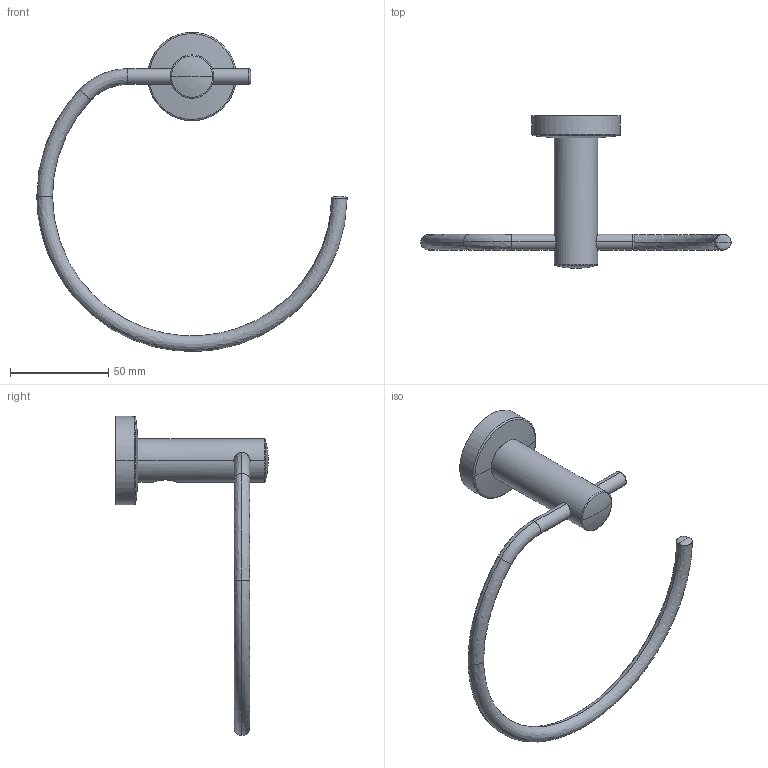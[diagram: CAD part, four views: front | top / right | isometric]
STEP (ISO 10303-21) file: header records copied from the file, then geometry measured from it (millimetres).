
FILE_DESCRIPTION(/* description */ (''),/* implementation_level */ '2;1');
FILE_NAME(/* name */ 'STEP - M1222_9506582',/* time_stamp */ '2025-01-16T09:33:38+11:00',/* author */ (''),/* organization */ (''),/* preprocessor_version */ 'ST-DEVELOPER v16.5',/* originating_system */ 'Rhino 7.37',/* authorisation */ '');
FILE_SCHEMA (('AUTOMOTIVE_DESIGN'));
Length unit declared in the file: millimetre
Products named in the file (5): Document; M12220_ASM; 2M12010012; 2843300; RING
Assembly tree (4 placements, depth 3):
  Document
    M12220_ASM
      2M12010012
      2843300
      RING
Bounding box: 157.99 x 77.64 x 162.44 mm (x, y, z)
Volume: 43964.2 mm3; surface area: 22812.8 mm2
Topology: 3 solids, 3 shells, 121 faces, 289 edges, 172 vertices
Faces by surface type: bspline 61, cylinder 47, plane 13
Entity records: 9022 total; most frequent: CARTESIAN_POINT 7090, ORIENTED_EDGE 566, EDGE_CURVE 283, B_SPLINE_CURVE_WITH_KNOTS 189, VERTEX_POINT 172, EDGE_LOOP 133, ADVANCED_FACE 121, FACE_OUTER_BOUND 121
